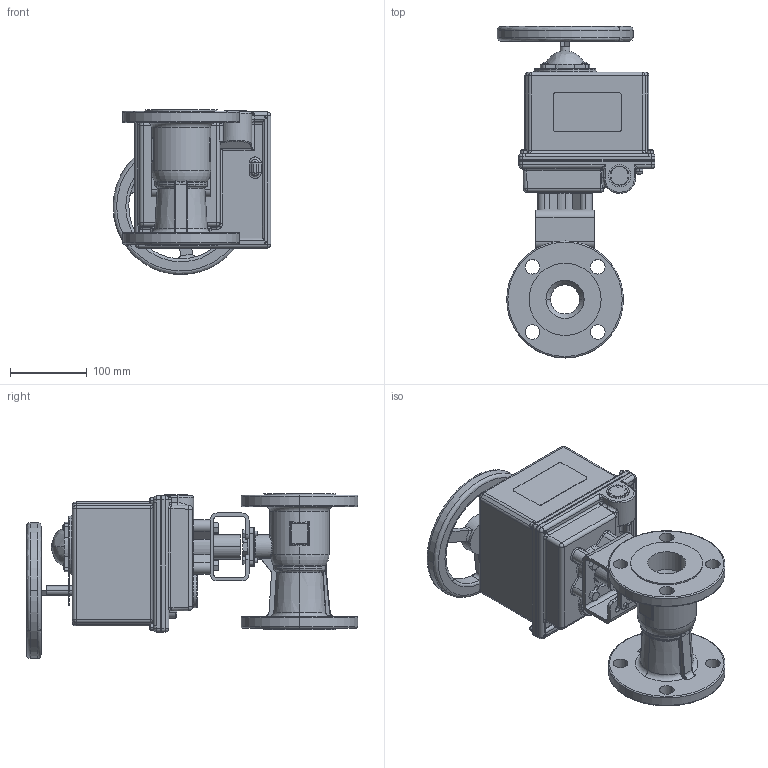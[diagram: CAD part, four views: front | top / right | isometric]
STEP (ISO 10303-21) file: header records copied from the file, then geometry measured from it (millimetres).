
FILE_DESCRIPTION (( 'STEP AP203' ), '1' );
FILE_NAME ('2000R-200_ER-6.STEP', '2018-01-17T16:13:11', ( '' ), ( '' ), 'SwSTEP 2.0', 'SolidWorks 2014', '' );
FILE_SCHEMA (( 'CONFIG_CONTROL_DESIGN' ));
Products named in the file (1): 2000R-200_ER-6
Bounding box: 206.35 x 433.9 x 215.54 mm (x, y, z)
Surface area: 407153.7 mm2 (no closed solid volume)
Topology: 0 solids, 67 shells, 917 faces, 2746 edges, 1822 vertices
Faces by surface type: cylinder 355, plane 261, bspline 194, cone 60, torus 46, sphere 1
Entity records: 43658 total; most frequent: CARTESIAN_POINT 20906, ORIENTED_EDGE 4580, DIRECTION 4435, EDGE_CURVE 2723, VERTEX_POINT 1822, AXIS2_PLACEMENT_3D 1689, LINE 1057, VECTOR 1057
